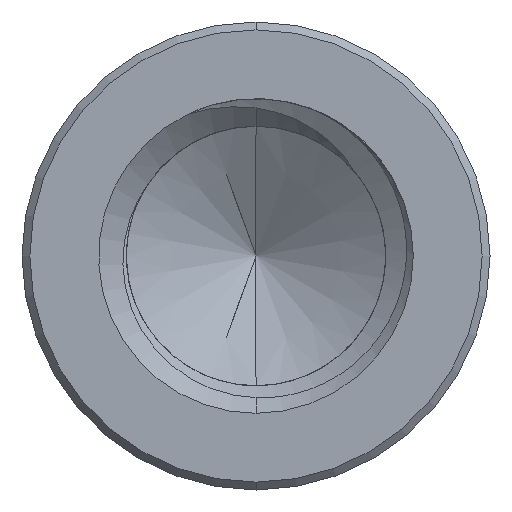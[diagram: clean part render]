
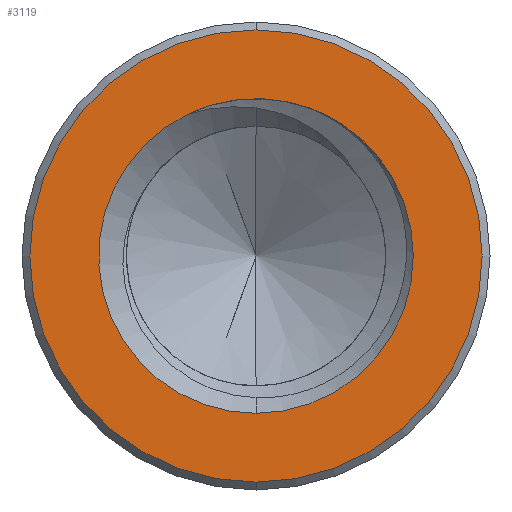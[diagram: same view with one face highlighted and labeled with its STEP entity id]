
A CAD part, front view. The second image highlights one B-rep face of the part: STEP entity #3119.
In plain terms, the highlighted planar face has unit normal (0, -1, 0).
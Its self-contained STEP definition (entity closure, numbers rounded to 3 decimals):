
#4 = VERTEX_POINT ( 'NONE', #4410 ) ;
#195 = AXIS2_PLACEMENT_3D ( 'NONE', #4710, #604, #7795 ) ;
#263 = CARTESIAN_POINT ( 'NONE',  ( 0., -13., 0. ) ) ;
#581 = VERTEX_POINT ( 'NONE', #6248 ) ;
#604 = DIRECTION ( 'NONE',  ( 0., 1., 0. ) ) ;
#719 = ORIENTED_EDGE ( 'NONE', *, *, #1287, .T. ) ;
#1031 = EDGE_LOOP ( 'NONE', ( #3776, #719 ) ) ;
#1088 = ORIENTED_EDGE ( 'NONE', *, *, #6803, .T. ) ;
#1287 = EDGE_CURVE ( 'NONE', #8200, #6884, #8187, .T. ) ;
#1464 = DIRECTION ( 'NONE',  ( 0., 1., 0. ) ) ;
#1540 = CARTESIAN_POINT ( 'NONE',  ( 0., -13., 0. ) ) ;
#2048 = AXIS2_PLACEMENT_3D ( 'NONE', #1540, #2859, #6455 ) ;
#2470 = CIRCLE ( 'NONE', #5079, 2. ) ;
#2513 = CARTESIAN_POINT ( 'NONE',  ( 0., -13., 0. ) ) ;
#2709 = ORIENTED_EDGE ( 'NONE', *, *, #2785, .T. ) ;
#2785 = EDGE_CURVE ( 'NONE', #4, #581, #3305, .T. ) ;
#2859 = DIRECTION ( 'NONE',  ( 0., -1., 0. ) ) ;
#2924 = CIRCLE ( 'NONE', #2048, 2.875 ) ;
#3119 = ADVANCED_FACE ( 'NONE', ( #5943, #4725 ), #7302, .F. ) ;
#3150 = DIRECTION ( 'NONE',  ( 0., 1., 0. ) ) ;
#3286 = DIRECTION ( 'NONE',  ( 0., 0., 1. ) ) ;
#3305 = CIRCLE ( 'NONE', #195, 2. ) ;
#3410 = CARTESIAN_POINT ( 'NONE',  ( 0., -13., 2.875 ) ) ;
#3493 = CIRCLE ( 'NONE', #7225, 2. ) ;
#3776 = ORIENTED_EDGE ( 'NONE', *, *, #5673, .T. ) ;
#4410 = CARTESIAN_POINT ( 'NONE',  ( -0.874, -13., 1.799 ) ) ;
#4710 = CARTESIAN_POINT ( 'NONE',  ( 0., -13., 0. ) ) ;
#4725 = FACE_OUTER_BOUND ( 'NONE', #1031, .T. ) ;
#5032 = DIRECTION ( 'NONE',  ( 0., 0., 1. ) ) ;
#5079 = AXIS2_PLACEMENT_3D ( 'NONE', #7825, #1464, #5032 ) ;
#5194 = DIRECTION ( 'NONE',  ( 0., 0., 1. ) ) ;
#5216 = EDGE_CURVE ( 'NONE', #9109, #4, #2470, .T. ) ;
#5388 = DIRECTION ( 'NONE',  ( 0., 1., 0. ) ) ;
#5673 = EDGE_CURVE ( 'NONE', #6884, #8200, #2924, .T. ) ;
#5731 = CARTESIAN_POINT ( 'NONE',  ( 0., -13., -2. ) ) ;
#5943 = FACE_BOUND ( 'NONE', #8529, .T. ) ;
#6248 = CARTESIAN_POINT ( 'NONE',  ( 0.675, -13., 1.883 ) ) ;
#6430 = AXIS2_PLACEMENT_3D ( 'NONE', #263, #3150, #5194 ) ;
#6455 = DIRECTION ( 'NONE',  ( 0., 0., 1. ) ) ;
#6803 = EDGE_CURVE ( 'NONE', #581, #9109, #3493, .T. ) ;
#6884 = VERTEX_POINT ( 'NONE', #3410 ) ;
#6923 = AXIS2_PLACEMENT_3D ( 'NONE', #2513, #8861, #3286 ) ;
#6989 = ORIENTED_EDGE ( 'NONE', *, *, #5216, .T. ) ;
#7225 = AXIS2_PLACEMENT_3D ( 'NONE', #7624, #5388, #9009 ) ;
#7302 = PLANE ( 'NONE',  #6430 ) ;
#7331 = CARTESIAN_POINT ( 'NONE',  ( 0., -13., -2.875 ) ) ;
#7624 = CARTESIAN_POINT ( 'NONE',  ( 0., -13., 0. ) ) ;
#7795 = DIRECTION ( 'NONE',  ( 0., 0., 1. ) ) ;
#7825 = CARTESIAN_POINT ( 'NONE',  ( 0., -13., 0. ) ) ;
#8187 = CIRCLE ( 'NONE', #6923, 2.875 ) ;
#8200 = VERTEX_POINT ( 'NONE', #7331 ) ;
#8529 = EDGE_LOOP ( 'NONE', ( #1088, #6989, #2709 ) ) ;
#8861 = DIRECTION ( 'NONE',  ( 0., -1., 0. ) ) ;
#9009 = DIRECTION ( 'NONE',  ( 0., 0., 1. ) ) ;
#9109 = VERTEX_POINT ( 'NONE', #5731 ) ;
